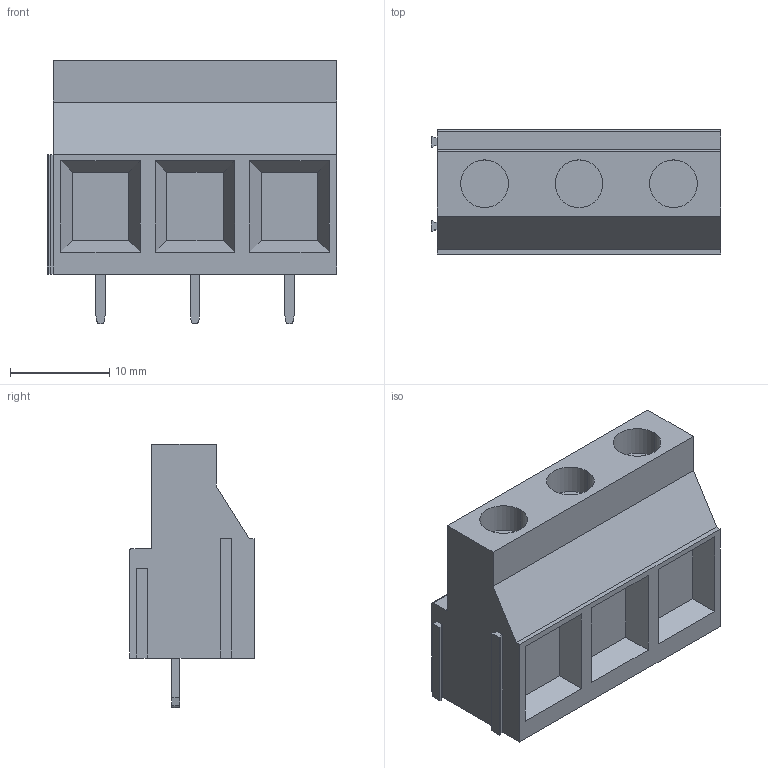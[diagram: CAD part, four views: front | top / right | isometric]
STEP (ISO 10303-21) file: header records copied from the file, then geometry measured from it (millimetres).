
FILE_DESCRIPTION(('CATIA V5 STEP Exchange','CAx-IF Rec.Pracs.--- Model Styling and Organization---1.2---2011-12-15'),'2;1');
FILE_NAME ('D1454925_0_1724690000_1724690000.stp','2018-09-10T15:31:45+00:00',('none'),('Weidmueller'),'CATIA Version 5-6 Release 2014','CATIA V5 STEP AP214','none');
FILE_SCHEMA(('AUTOMOTIVE_DESIGN { 1 0 10303 214 1 1 1 1 }'));
Length unit declared in the file: millimetre
Products named in the file (1): 1724690000
Bounding box: 29.1 x 12.5 x 26.5 mm (x, y, z)
Volume: 5737 mm3; surface area: 2670.6 mm2
Topology: 4 solids, 4 shells, 99 faces, 255 edges, 170 vertices
Faces by surface type: plane 85, cylinder 14
Entity records: 2863 total; most frequent: CARTESIAN_POINT 517, ORIENTED_EDGE 510, DIRECTION 401, EDGE_CURVE 255, VECTOR 215, LINE 215, VERTEX_POINT 170, AXIS2_PLACEMENT_3D 108
